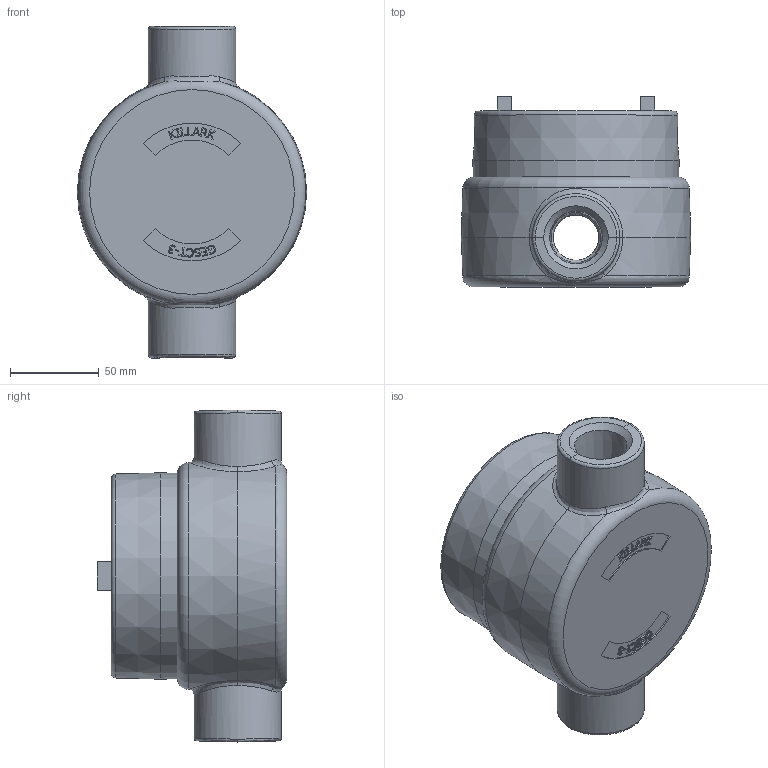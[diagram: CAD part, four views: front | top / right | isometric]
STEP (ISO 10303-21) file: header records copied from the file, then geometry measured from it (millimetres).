
FILE_DESCRIPTION(/* description */ (''),/* implementation_level */ '2;1');
FILE_NAME(/* name */ 'GESCT-3.dwg.stp',/* time_stamp */ '2021-04-16T11:23:54+06:00',/* author */ ('kr'),/* organization */ (''),/* preprocessor_version */ 'ST-DEVELOPER v18',/* originating_system */ 'Autodesk Inventor 2020',/* authorisation */ '');
FILE_SCHEMA (('AUTOMOTIVE_DESIGN { 1 0 10303 214 3 1 1 }'));
Length unit declared in the file: inch
Products named in the file (4): GESCT-3; 03979-2; 03979-2_1; 04056
Assembly tree (3 placements, depth 3):
  GESCT-3
    03979-2
      03979-2_1
    04056
Bounding box: 129.38 x 107.16 x 187.32 mm (x, y, z)
Volume: 567831.2 mm3; surface area: 144776.2 mm2
Topology: 2 solids, 2 shells, 708 faces, 1913 edges, 1264 vertices
Faces by surface type: plane 384, bspline 262, cylinder 28, cone 15, torus 15, sphere 4
Full cylindrical faces by diameter (mm): 4.978 x1, 25.73 x2, 44.45 x1, 49.212 x2, 98.044 x1, 98.349 x1, 101.6 x1, 103.048 x1
Entity records: 25515 total; most frequent: CARTESIAN_POINT 9283, ORIENTED_EDGE 3824, DIRECTION 2418, EDGE_CURVE 1912, VERTEX_POINT 1264, LINE 1230, VECTOR 1230, EDGE_LOOP 768
